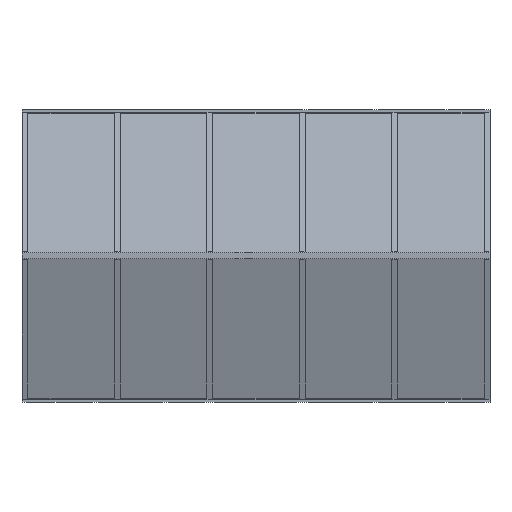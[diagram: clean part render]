
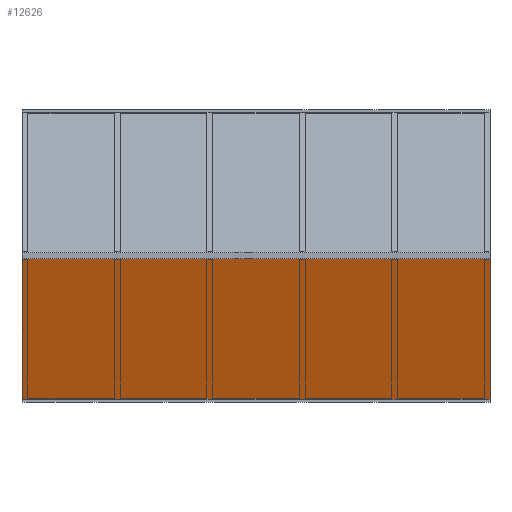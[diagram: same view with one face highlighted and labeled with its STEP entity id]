
A CAD part, top view. The second image highlights one B-rep face of the part: STEP entity #12626.
In plain terms, the highlighted planar face has unit normal (0, -0.342, 0.94).
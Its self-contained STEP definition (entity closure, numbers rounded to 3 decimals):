
#32 = PLANE('',#33);
#33 = AXIS2_PLACEMENT_3D('',#34,#35,#36);
#34 = CARTESIAN_POINT('',(0.,0.,0.));
#35 = DIRECTION('',(1.,0.,0.));
#36 = DIRECTION('',(0.,0.,1.));
#337 = VERTEX_POINT('',#338);
#338 = CARTESIAN_POINT('',(0.,1224.145,2388.447));
#352 = PLANE('',#353);
#353 = AXIS2_PLACEMENT_3D('',#354,#355,#356);
#354 = CARTESIAN_POINT('',(0.,1225.855,2383.749));
#355 = DIRECTION('',(0.,0.94,0.342));
#356 = DIRECTION('',(0.,-0.342,0.94));
#364 = EDGE_CURVE('',#365,#337,#367,.T.);
#365 = VERTEX_POINT('',#366);
#366 = CARTESIAN_POINT('',(0.,24.145,1951.683));
#367 = SURFACE_CURVE('',#368,(#372,#379),.PCURVE_S1.);
#368 = LINE('',#369,#370);
#369 = CARTESIAN_POINT('',(0.,24.145,1951.683));
#370 = VECTOR('',#371,1.);
#371 = DIRECTION('',(0.,0.94,0.342));
#372 = PCURVE('',#32,#373);
#373 = DEFINITIONAL_REPRESENTATION('',(#374),#378);
#374 = LINE('',#375,#376);
#375 = CARTESIAN_POINT('',(1951.683,-24.145));
#376 = VECTOR('',#377,1.);
#377 = DIRECTION('',(0.342,-0.94));
#378 = ( GEOMETRIC_REPRESENTATION_CONTEXT(2) 
PARAMETRIC_REPRESENTATION_CONTEXT() REPRESENTATION_CONTEXT('2D SPACE',''
  ) );
#379 = PCURVE('',#380,#385);
#380 = PLANE('',#381);
#381 = AXIS2_PLACEMENT_3D('',#382,#383,#384);
#382 = CARTESIAN_POINT('',(0.,24.145,1951.683));
#383 = DIRECTION('',(0.,-0.342,0.94));
#384 = DIRECTION('',(1.,0.,0.));
#385 = DEFINITIONAL_REPRESENTATION('',(#386),#390);
#386 = LINE('',#387,#388);
#387 = CARTESIAN_POINT('',(0.,0.));
#388 = VECTOR('',#389,1.);
#389 = DIRECTION('',(0.,1.));
#390 = ( GEOMETRIC_REPRESENTATION_CONTEXT(2) 
PARAMETRIC_REPRESENTATION_CONTEXT() REPRESENTATION_CONTEXT('2D SPACE',''
  ) );
#408 = PLANE('',#409);
#409 = AXIS2_PLACEMENT_3D('',#410,#411,#412);
#410 = CARTESIAN_POINT('',(0.,25.855,1946.985));
#411 = DIRECTION('',(0.,0.94,0.342));
#412 = DIRECTION('',(0.,-0.342,0.94));
#1280 = PLANE('',#1281);
#1281 = AXIS2_PLACEMENT_3D('',#1282,#1283,#1284);
#1282 = CARTESIAN_POINT('',(4000.,0.,0.));
#1283 = DIRECTION('',(1.,0.,0.));
#1284 = DIRECTION('',(0.,0.,1.));
#5009 = VERTEX_POINT('',#5010);
#5010 = CARTESIAN_POINT('',(4000.,1224.145,2388.447
    ));
#5031 = EDGE_CURVE('',#5032,#5009,#5034,.T.);
#5032 = VERTEX_POINT('',#5033);
#5033 = CARTESIAN_POINT('',(4000.,24.145,1951.683));
#5034 = SURFACE_CURVE('',#5035,(#5039,#5046),.PCURVE_S1.);
#5035 = LINE('',#5036,#5037);
#5036 = CARTESIAN_POINT('',(4000.,24.145,1951.683));
#5037 = VECTOR('',#5038,1.);
#5038 = DIRECTION('',(0.,0.94,0.342));
#5039 = PCURVE('',#1280,#5040);
#5040 = DEFINITIONAL_REPRESENTATION('',(#5041),#5045);
#5041 = LINE('',#5042,#5043);
#5042 = CARTESIAN_POINT('',(1951.683,-24.145));
#5043 = VECTOR('',#5044,1.);
#5044 = DIRECTION('',(0.342,-0.94));
#5045 = ( GEOMETRIC_REPRESENTATION_CONTEXT(2) 
PARAMETRIC_REPRESENTATION_CONTEXT() REPRESENTATION_CONTEXT('2D SPACE',''
  ) );
#5046 = PCURVE('',#380,#5047);
#5047 = DEFINITIONAL_REPRESENTATION('',(#5048),#5052);
#5048 = LINE('',#5049,#5050);
#5049 = CARTESIAN_POINT('',(4000.,0.));
#5050 = VECTOR('',#5051,1.);
#5051 = DIRECTION('',(0.,1.));
#5052 = ( GEOMETRIC_REPRESENTATION_CONTEXT(2) 
PARAMETRIC_REPRESENTATION_CONTEXT() REPRESENTATION_CONTEXT('2D SPACE',''
  ) );
#7582 = EDGE_CURVE('',#365,#5032,#7583,.T.);
#7583 = SURFACE_CURVE('',#7584,(#7588,#7595),.PCURVE_S1.);
#7584 = LINE('',#7585,#7586);
#7585 = CARTESIAN_POINT('',(0.,24.145,1951.683));
#7586 = VECTOR('',#7587,1.);
#7587 = DIRECTION('',(1.,0.,0.));
#7588 = PCURVE('',#408,#7589);
#7589 = DEFINITIONAL_REPRESENTATION('',(#7590),#7594);
#7590 = LINE('',#7591,#7592);
#7591 = CARTESIAN_POINT('',(5.,0.));
#7592 = VECTOR('',#7593,1.);
#7593 = DIRECTION('',(0.,1.));
#7594 = ( GEOMETRIC_REPRESENTATION_CONTEXT(2) 
PARAMETRIC_REPRESENTATION_CONTEXT() REPRESENTATION_CONTEXT('2D SPACE',''
  ) );
#7595 = PCURVE('',#380,#7596);
#7596 = DEFINITIONAL_REPRESENTATION('',(#7597),#7601);
#7597 = LINE('',#7598,#7599);
#7598 = CARTESIAN_POINT('',(0.,0.));
#7599 = VECTOR('',#7600,1.);
#7600 = DIRECTION('',(1.,0.));
#7601 = ( GEOMETRIC_REPRESENTATION_CONTEXT(2) 
PARAMETRIC_REPRESENTATION_CONTEXT() REPRESENTATION_CONTEXT('2D SPACE',''
  ) );
#12626 = ADVANCED_FACE('',(#12627),#380,.T.);
#12627 = FACE_BOUND('',#12628,.T.);
#12628 = EDGE_LOOP('',(#12629,#12630,#12631,#12632));
#12629 = ORIENTED_EDGE('',*,*,#364,.F.);
#12630 = ORIENTED_EDGE('',*,*,#7582,.T.);
#12631 = ORIENTED_EDGE('',*,*,#5031,.T.);
#12632 = ORIENTED_EDGE('',*,*,#12633,.F.);
#12633 = EDGE_CURVE('',#337,#5009,#12634,.T.);
#12634 = SURFACE_CURVE('',#12635,(#12639,#12646),.PCURVE_S1.);
#12635 = LINE('',#12636,#12637);
#12636 = CARTESIAN_POINT('',(0.,1224.145,2388.447));
#12637 = VECTOR('',#12638,1.);
#12638 = DIRECTION('',(1.,0.,0.));
#12639 = PCURVE('',#380,#12640);
#12640 = DEFINITIONAL_REPRESENTATION('',(#12641),#12645);
#12641 = LINE('',#12642,#12643);
#12642 = CARTESIAN_POINT('',(0.,1277.013));
#12643 = VECTOR('',#12644,1.);
#12644 = DIRECTION('',(1.,0.));
#12645 = ( GEOMETRIC_REPRESENTATION_CONTEXT(2) 
PARAMETRIC_REPRESENTATION_CONTEXT() REPRESENTATION_CONTEXT('2D SPACE',''
  ) );
#12646 = PCURVE('',#352,#12647);
#12647 = DEFINITIONAL_REPRESENTATION('',(#12648),#12652);
#12648 = LINE('',#12649,#12650);
#12649 = CARTESIAN_POINT('',(5.,0.));
#12650 = VECTOR('',#12651,1.);
#12651 = DIRECTION('',(0.,1.));
#12652 = ( GEOMETRIC_REPRESENTATION_CONTEXT(2) 
PARAMETRIC_REPRESENTATION_CONTEXT() REPRESENTATION_CONTEXT('2D SPACE',''
  ) );
